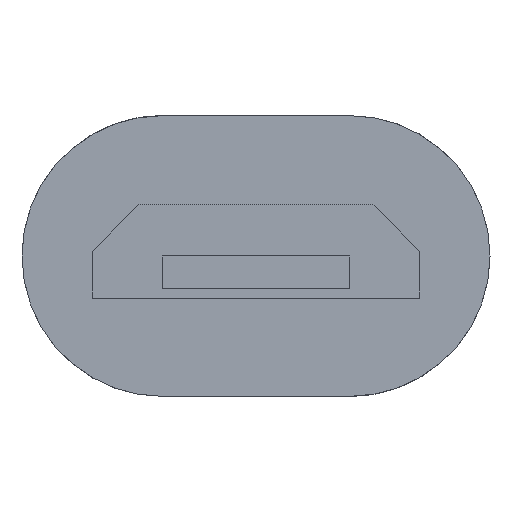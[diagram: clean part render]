
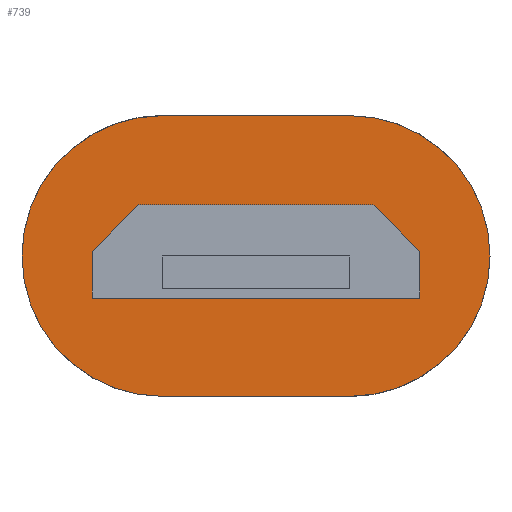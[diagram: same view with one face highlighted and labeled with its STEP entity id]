
A CAD part, front view. The second image highlights one B-rep face of the part: STEP entity #739.
In plain terms, the highlighted planar face has unit normal (0, -1, 0).
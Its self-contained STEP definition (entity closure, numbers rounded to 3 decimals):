
#591=CARTESIAN_POINT('Vertex',(2.,0.,3.)) ;
#594=CARTESIAN_POINT('Axis2P3D Location',(2.,0.,0.)) ;
#598=CARTESIAN_POINT('Vertex',(2.,0.,-3.)) ;
#618=CARTESIAN_POINT('Line Origine',(0.,0.,-3.)) ;
#622=CARTESIAN_POINT('Vertex',(-2.,0.,-3.)) ;
#642=CARTESIAN_POINT('Axis2P3D Location',(-2.,0.,0.)) ;
#646=CARTESIAN_POINT('Vertex',(-2.,0.,3.)) ;
#666=CARTESIAN_POINT('Line Origine',(0.,0.,3.)) ;
#678=CARTESIAN_POINT('Axis2P3D Location',(0.,0.,0.)) ;
#689=CARTESIAN_POINT('Line Origine',(-3.,0.,0.6)) ;
#693=CARTESIAN_POINT('Vertex',(-2.5,0.,1.1)) ;
#695=CARTESIAN_POINT('Vertex',(-3.5,0.,0.1)) ;
#698=CARTESIAN_POINT('Line Origine',(0.,0.,1.1)) ;
#702=CARTESIAN_POINT('Vertex',(2.5,0.,1.1)) ;
#705=CARTESIAN_POINT('Line Origine',(3.,0.,0.6)) ;
#709=CARTESIAN_POINT('Vertex',(3.5,0.,0.1)) ;
#712=CARTESIAN_POINT('Line Origine',(3.5,0.,-0.4)) ;
#716=CARTESIAN_POINT('Vertex',(3.5,0.,-0.9)) ;
#719=CARTESIAN_POINT('Line Origine',(0.,0.,-0.9)) ;
#723=CARTESIAN_POINT('Vertex',(-3.5,0.,-0.9)) ;
#726=CARTESIAN_POINT('Line Origine',(-3.5,0.,-0.4)) ;
#595=DIRECTION('Axis2P3D Direction',(0.,1.,-0.)) ;
#619=DIRECTION('Vector Direction',(1.,0.,0.)) ;
#643=DIRECTION('Axis2P3D Direction',(0.,1.,-0.)) ;
#667=DIRECTION('Vector Direction',(-1.,0.,0.)) ;
#679=DIRECTION('Axis2P3D Direction',(0.,1.,-0.)) ;
#680=DIRECTION('Axis2P3D XDirection',(-1.,0.,0.)) ;
#690=DIRECTION('Vector Direction',(-0.707,0.,-0.707)) ;
#699=DIRECTION('Vector Direction',(1.,0.,0.)) ;
#706=DIRECTION('Vector Direction',(-0.707,0.,0.707)) ;
#713=DIRECTION('Vector Direction',(0.,0.,1.)) ;
#720=DIRECTION('Vector Direction',(1.,0.,0.)) ;
#727=DIRECTION('Vector Direction',(0.,0.,-1.)) ;
#596=AXIS2_PLACEMENT_3D('Circle Axis2P3D',#594,#595,$) ;
#644=AXIS2_PLACEMENT_3D('Circle Axis2P3D',#642,#643,$) ;
#681=AXIS2_PLACEMENT_3D('Plane Axis2P3D',#678,#679,#680) ;
#684=ORIENTED_EDGE('',*,*,#670,.F.) ;
#685=ORIENTED_EDGE('',*,*,#648,.F.) ;
#686=ORIENTED_EDGE('',*,*,#624,.F.) ;
#687=ORIENTED_EDGE('',*,*,#600,.F.) ;
#732=ORIENTED_EDGE('',*,*,#697,.F.) ;
#733=ORIENTED_EDGE('',*,*,#704,.F.) ;
#734=ORIENTED_EDGE('',*,*,#711,.F.) ;
#735=ORIENTED_EDGE('',*,*,#718,.F.) ;
#736=ORIENTED_EDGE('',*,*,#725,.F.) ;
#737=ORIENTED_EDGE('',*,*,#730,.F.) ;
#738=FACE_BOUND('',#731,.T.) ;
#620=VECTOR('Line Direction',#619,1.) ;
#668=VECTOR('Line Direction',#667,1.) ;
#691=VECTOR('Line Direction',#690,1.) ;
#700=VECTOR('Line Direction',#699,1.) ;
#707=VECTOR('Line Direction',#706,1.) ;
#714=VECTOR('Line Direction',#713,1.) ;
#721=VECTOR('Line Direction',#720,1.) ;
#728=VECTOR('Line Direction',#727,1.) ;
#739=ADVANCED_FACE('PartBody',(#688,#738),#682,.F.) ;
#597=CIRCLE('generated circle',#596,3.) ;
#645=CIRCLE('generated circle',#644,3.) ;
#600=EDGE_CURVE('',#592,#599,#597,.T.) ;
#624=EDGE_CURVE('',#599,#623,#621,.F.) ;
#648=EDGE_CURVE('',#623,#647,#645,.T.) ;
#670=EDGE_CURVE('',#647,#592,#669,.F.) ;
#697=EDGE_CURVE('',#694,#696,#692,.T.) ;
#704=EDGE_CURVE('',#703,#694,#701,.F.) ;
#711=EDGE_CURVE('',#710,#703,#708,.T.) ;
#718=EDGE_CURVE('',#717,#710,#715,.T.) ;
#725=EDGE_CURVE('',#724,#717,#722,.T.) ;
#730=EDGE_CURVE('',#696,#724,#729,.T.) ;
#683=EDGE_LOOP('',(#684,#685,#686,#687)) ;
#731=EDGE_LOOP('',(#732,#733,#734,#735,#736,#737)) ;
#688=FACE_OUTER_BOUND('',#683,.T.) ;
#621=LINE('Line',#618,#620) ;
#669=LINE('Line',#666,#668) ;
#692=LINE('Line',#689,#691) ;
#701=LINE('Line',#698,#700) ;
#708=LINE('Line',#705,#707) ;
#715=LINE('Line',#712,#714) ;
#722=LINE('Line',#719,#721) ;
#729=LINE('Line',#726,#728) ;
#682=PLANE('',#681) ;
#592=VERTEX_POINT('',#591) ;
#599=VERTEX_POINT('',#598) ;
#623=VERTEX_POINT('',#622) ;
#647=VERTEX_POINT('',#646) ;
#694=VERTEX_POINT('',#693) ;
#696=VERTEX_POINT('',#695) ;
#703=VERTEX_POINT('',#702) ;
#710=VERTEX_POINT('',#709) ;
#717=VERTEX_POINT('',#716) ;
#724=VERTEX_POINT('',#723) ;
